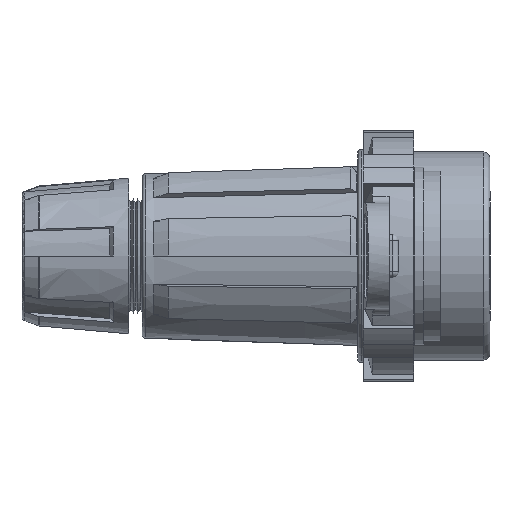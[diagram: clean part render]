
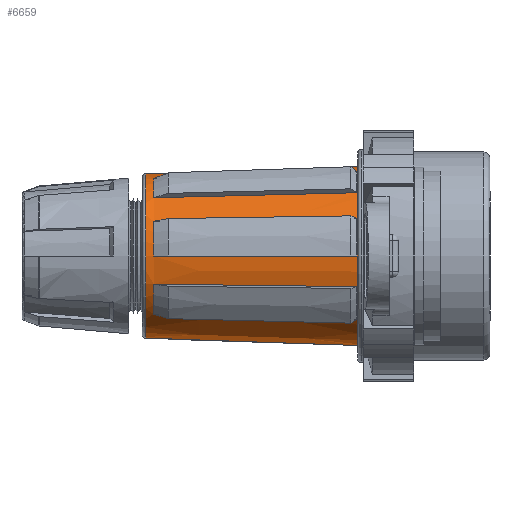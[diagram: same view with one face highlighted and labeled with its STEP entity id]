
A CAD part, left-side view. The second image highlights one B-rep face of the part: STEP entity #6659.
In plain terms, the highlighted conical face has half-angle 2 degrees and reference radius 19.939 mm.
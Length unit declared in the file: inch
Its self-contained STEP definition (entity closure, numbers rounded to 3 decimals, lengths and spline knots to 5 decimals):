
#28 = ORIENTED_EDGE ( 'NONE', *, *, #6575, .F. ) ;
#81 = VERTEX_POINT ( 'NONE', #10244 ) ;
#201 = DIRECTION ( 'NONE',  ( 0.035, 0.999, 0. ) ) ;
#438 = FACE_OUTER_BOUND ( 'NONE', #11153, .T. ) ;
#486 = CARTESIAN_POINT ( 'NONE',  ( 0., 1.16, -0.785 ) ) ;
#505 = DIRECTION ( 'NONE',  ( 0.032, 0.999, -0.015 ) ) ;
#533 = ORIENTED_EDGE ( 'NONE', *, *, #1925, .T. ) ;
#609 = DIRECTION ( 'NONE',  ( 0., -1., 0. ) ) ;
#641 = EDGE_CURVE ( 'NONE', #3825, #81, #6235, .T. ) ;
#712 = CARTESIAN_POINT ( 'NONE',  ( 0., 1.16829, 0. ) ) ;
#829 = DIRECTION ( 'NONE',  ( 0., 1., 0. ) ) ;
#882 = VERTEX_POINT ( 'NONE', #1941 ) ;
#924 = CARTESIAN_POINT ( 'NONE',  ( 0., 2.95, 0. ) ) ;
#987 = CIRCLE ( 'NONE', #4080, 0.78471 ) ;
#1171 = DIRECTION ( 'NONE',  ( 0., -0.999, -0.035 ) ) ;
#1234 = ORIENTED_EDGE ( 'NONE', *, *, #4598, .T. ) ;
#1241 = VERTEX_POINT ( 'NONE', #486 ) ;
#1522 = ORIENTED_EDGE ( 'NONE', *, *, #13205, .T. ) ;
#1739 = CARTESIAN_POINT ( 'NONE',  ( 0., 23.63946, 0. ) ) ;
#1793 = ORIENTED_EDGE ( 'NONE', *, *, #11329, .T. ) ;
#1825 = DIRECTION ( 'NONE',  ( 0., 0., 1. ) ) ;
#1925 = EDGE_CURVE ( 'NONE', #7523, #7347, #6943, .T. ) ;
#1941 = CARTESIAN_POINT ( 'NONE',  ( -0.6548, 2.95, 0.30534 ) ) ;
#1943 = CARTESIAN_POINT ( 'NONE',  ( -0.55487, 1.16829, -0.55487 ) ) ;
#2040 = DIRECTION ( 'NONE',  ( 0., 0., -1. ) ) ;
#2085 = ORIENTED_EDGE ( 'NONE', *, *, #13508, .F. ) ;
#2201 = VECTOR ( 'NONE', #5610, 39.37008 ) ;
#2219 = LINE ( 'NONE', #13107, #9844 ) ;
#2296 = CIRCLE ( 'NONE', #6375, 0.785 ) ;
#2365 = AXIS2_PLACEMENT_3D ( 'NONE', #4326, #11912, #5425 ) ;
#2457 = CIRCLE ( 'NONE', #2365, 0.72249 ) ;
#2529 = CIRCLE ( 'NONE', #10009, 0.78471 ) ;
#2790 = LINE ( 'NONE', #7660, #5347 ) ;
#2910 = DIRECTION ( 'NONE',  ( 0., -1., 0. ) ) ;
#2980 = VERTEX_POINT ( 'NONE', #5762 ) ;
#3174 = EDGE_CURVE ( 'NONE', #13862, #13283, #987, .T. ) ;
#3342 = FACE_BOUND ( 'NONE', #5591, .T. ) ;
#3382 = ORIENTED_EDGE ( 'NONE', *, *, #641, .F. ) ;
#3541 = CARTESIAN_POINT ( 'NONE',  ( 0., 3.02105, 0.72001 ) ) ;
#3825 = VERTEX_POINT ( 'NONE', #9030 ) ;
#3875 = DIRECTION ( 'NONE',  ( 0., -1., 0. ) ) ;
#4034 = ORIENTED_EDGE ( 'NONE', *, *, #11304, .F. ) ;
#4080 = AXIS2_PLACEMENT_3D ( 'NONE', #712, #8314, #1825 ) ;
#4202 = EDGE_CURVE ( 'NONE', #1241, #13390, #2296, .T. ) ;
#4326 = CARTESIAN_POINT ( 'NONE',  ( 0., 2.95, 0. ) ) ;
#4598 = EDGE_CURVE ( 'NONE', #6801, #13747, #7148, .T. ) ;
#4631 = CARTESIAN_POINT ( 'NONE',  ( 0., 1.16829, 0. ) ) ;
#4841 = AXIS2_PLACEMENT_3D ( 'NONE', #924, #8520, #2040 ) ;
#4879 = ORIENTED_EDGE ( 'NONE', *, *, #4202, .T. ) ;
#4951 = CARTESIAN_POINT ( 'NONE',  ( -0.73739, 1.16829, -0.26839 ) ) ;
#5027 = AXIS2_PLACEMENT_3D ( 'NONE', #7128, #609, #8200 ) ;
#5052 = LINE ( 'NONE', #9949, #2201 ) ;
#5084 = CARTESIAN_POINT ( 'NONE',  ( 0., 1.16, 0. ) ) ;
#5347 = VECTOR ( 'NONE', #1171, 39.37008 ) ;
#5425 = DIRECTION ( 'NONE',  ( -0.707, 0., -0.707 ) ) ;
#5591 = EDGE_LOOP ( 'NONE', ( #13505, #8298, #1793, #13479 ) ) ;
#5610 = DIRECTION ( 'NONE',  ( 0.033, 0.999, 0.012 ) ) ;
#5708 = DIRECTION ( 'NONE',  ( 0.707, 0., 0.707 ) ) ;
#5762 = CARTESIAN_POINT ( 'NONE',  ( -0.51088, 2.95, -0.51088 ) ) ;
#5929 = CARTESIAN_POINT ( 'NONE',  ( 0., 23.63946, 0. ) ) ;
#5986 = DIRECTION ( 'NONE',  ( 0.025, 0.999, 0.025 ) ) ;
#6147 = EDGE_CURVE ( 'NONE', #9322, #11004, #13893, .T. ) ;
#6170 = EDGE_CURVE ( 'NONE', #882, #8868, #6765, .T. ) ;
#6201 = AXIS2_PLACEMENT_3D ( 'NONE', #10402, #3875, #11459 ) ;
#6223 = FACE_BOUND ( 'NONE', #9137, .T. ) ;
#6235 = LINE ( 'NONE', #1739, #11307 ) ;
#6353 = CARTESIAN_POINT ( 'NONE',  ( -0.67892, 2.95, -0.24711 ) ) ;
#6375 = AXIS2_PLACEMENT_3D ( 'NONE', #12986, #6478, #14053 ) ;
#6397 = ORIENTED_EDGE ( 'NONE', *, *, #6147, .F. ) ;
#6478 = DIRECTION ( 'NONE',  ( 0., 1., 0. ) ) ;
#6575 = EDGE_CURVE ( 'NONE', #13838, #2980, #13037, .T. ) ;
#6659 = ADVANCED_FACE ( 'NONE', ( #6223, #6904, #3342, #438 ), #8425, .T. ) ;
#6765 = CIRCLE ( 'NONE', #4841, 0.72249 ) ;
#6773 = VECTOR ( 'NONE', #505, 39.37008 ) ;
#6801 = VERTEX_POINT ( 'NONE', #7512 ) ;
#6904 = FACE_BOUND ( 'NONE', #13378, .T. ) ;
#6943 = CIRCLE ( 'NONE', #6201, 0.72001 ) ;
#7128 = CARTESIAN_POINT ( 'NONE',  ( 0., 2.95, 0. ) ) ;
#7148 = LINE ( 'NONE', #10626, #12579 ) ;
#7333 = CARTESIAN_POINT ( 'NONE',  ( 0., 1.16829, 0. ) ) ;
#7347 = VERTEX_POINT ( 'NONE', #10719 ) ;
#7512 = CARTESIAN_POINT ( 'NONE',  ( -0.55487, 1.16829, 0.55487 ) ) ;
#7523 = VERTEX_POINT ( 'NONE', #3541 ) ;
#7645 = DIRECTION ( 'NONE',  ( 0., -0.999, 0.035 ) ) ;
#7660 = CARTESIAN_POINT ( 'NONE',  ( 0., 1.16, -0.785 ) ) ;
#8022 = LINE ( 'NONE', #9200, #10587 ) ;
#8200 = DIRECTION ( 'NONE',  ( 0.707, 0., -0.707 ) ) ;
#8298 = ORIENTED_EDGE ( 'NONE', *, *, #3174, .F. ) ;
#8314 = DIRECTION ( 'NONE',  ( 0., 1., 0. ) ) ;
#8335 = CARTESIAN_POINT ( 'NONE',  ( -0.51088, 2.95, 0.51088 ) ) ;
#8419 = DIRECTION ( 'NONE',  ( -0.707, 0., 0.707 ) ) ;
#8425 = CONICAL_SURFACE ( 'NONE', #12291, 0.785, 0.035 ) ;
#8444 = ORIENTED_EDGE ( 'NONE', *, *, #10111, .T. ) ;
#8520 = DIRECTION ( 'NONE',  ( 0., -1., 0. ) ) ;
#8850 = EDGE_CURVE ( 'NONE', #7523, #13390, #2219, .T. ) ;
#8868 = VERTEX_POINT ( 'NONE', #9883 ) ;
#8901 = ORIENTED_EDGE ( 'NONE', *, *, #9579, .F. ) ;
#9030 = CARTESIAN_POINT ( 'NONE',  ( -0.26839, 1.16829, 0.73739 ) ) ;
#9051 = EDGE_CURVE ( 'NONE', #13283, #882, #12533, .T. ) ;
#9137 = EDGE_LOOP ( 'NONE', ( #4034, #6397, #1522, #28 ) ) ;
#9200 = CARTESIAN_POINT ( 'NONE',  ( 0., 23.63946, 0. ) ) ;
#9203 = DIRECTION ( 'NONE',  ( 0.012, 0.999, -0.033 ) ) ;
#9322 = VERTEX_POINT ( 'NONE', #1943 ) ;
#9547 = CARTESIAN_POINT ( 'NONE',  ( 0., 1.16, 0.785 ) ) ;
#9579 = EDGE_CURVE ( 'NONE', #6801, #3825, #2529, .T. ) ;
#9844 = VECTOR ( 'NONE', #7645, 39.37008 ) ;
#9883 = CARTESIAN_POINT ( 'NONE',  ( -0.72249, 2.95, 0. ) ) ;
#9949 = CARTESIAN_POINT ( 'NONE',  ( 0., 23.63946, 0. ) ) ;
#10009 = AXIS2_PLACEMENT_3D ( 'NONE', #4631, #12210, #5708 ) ;
#10111 = EDGE_CURVE ( 'NONE', #7347, #1241, #2790, .T. ) ;
#10244 = CARTESIAN_POINT ( 'NONE',  ( -0.24711, 2.95, 0.67892 ) ) ;
#10402 = CARTESIAN_POINT ( 'NONE',  ( 0., 3.02105, 0. ) ) ;
#10504 = VECTOR ( 'NONE', #201, 39.37008 ) ;
#10587 = VECTOR ( 'NONE', #5986, 39.37008 ) ;
#10626 = CARTESIAN_POINT ( 'NONE',  ( 0., 23.63946, 0. ) ) ;
#10719 = CARTESIAN_POINT ( 'NONE',  ( 0., 3.02105, -0.72001 ) ) ;
#11004 = VERTEX_POINT ( 'NONE', #4951 ) ;
#11153 = EDGE_LOOP ( 'NONE', ( #533, #8444, #4879, #11864 ) ) ;
#11304 = EDGE_CURVE ( 'NONE', #11004, #13838, #5052, .T. ) ;
#11307 = VECTOR ( 'NONE', #9203, 39.37008 ) ;
#11329 = EDGE_CURVE ( 'NONE', #13862, #8868, #13386, .T. ) ;
#11459 = DIRECTION ( 'NONE',  ( 0., 0., -1. ) ) ;
#11864 = ORIENTED_EDGE ( 'NONE', *, *, #8850, .F. ) ;
#11912 = DIRECTION ( 'NONE',  ( 0., -1., 0. ) ) ;
#12106 = CARTESIAN_POINT ( 'NONE',  ( 0., 23.63946, 0. ) ) ;
#12210 = DIRECTION ( 'NONE',  ( 0., 1., 0. ) ) ;
#12291 = AXIS2_PLACEMENT_3D ( 'NONE', #5084, #2910, #12679 ) ;
#12385 = AXIS2_PLACEMENT_3D ( 'NONE', #7333, #829, #8419 ) ;
#12533 = LINE ( 'NONE', #5929, #6773 ) ;
#12579 = VECTOR ( 'NONE', #13897, 39.37008 ) ;
#12624 = CARTESIAN_POINT ( 'NONE',  ( -0.71119, 1.16829, 0.33163 ) ) ;
#12679 = DIRECTION ( 'NONE',  ( 0., 0., 1. ) ) ;
#12969 = CARTESIAN_POINT ( 'NONE',  ( -0.78471, 1.16829, 0. ) ) ;
#12986 = CARTESIAN_POINT ( 'NONE',  ( 0., 1.16, 0. ) ) ;
#13037 = CIRCLE ( 'NONE', #5027, 0.72249 ) ;
#13107 = CARTESIAN_POINT ( 'NONE',  ( 0., 1.16, 0.785 ) ) ;
#13205 = EDGE_CURVE ( 'NONE', #9322, #2980, #8022, .T. ) ;
#13283 = VERTEX_POINT ( 'NONE', #12624 ) ;
#13378 = EDGE_LOOP ( 'NONE', ( #3382, #8901, #1234, #2085 ) ) ;
#13386 = LINE ( 'NONE', #12106, #10504 ) ;
#13390 = VERTEX_POINT ( 'NONE', #9547 ) ;
#13479 = ORIENTED_EDGE ( 'NONE', *, *, #6170, .F. ) ;
#13505 = ORIENTED_EDGE ( 'NONE', *, *, #9051, .F. ) ;
#13508 = EDGE_CURVE ( 'NONE', #81, #13747, #2457, .T. ) ;
#13747 = VERTEX_POINT ( 'NONE', #8335 ) ;
#13838 = VERTEX_POINT ( 'NONE', #6353 ) ;
#13862 = VERTEX_POINT ( 'NONE', #12969 ) ;
#13893 = CIRCLE ( 'NONE', #12385, 0.78471 ) ;
#13897 = DIRECTION ( 'NONE',  ( 0.025, 0.999, -0.025 ) ) ;
#14053 = DIRECTION ( 'NONE',  ( 0., 0., 1. ) ) ;
